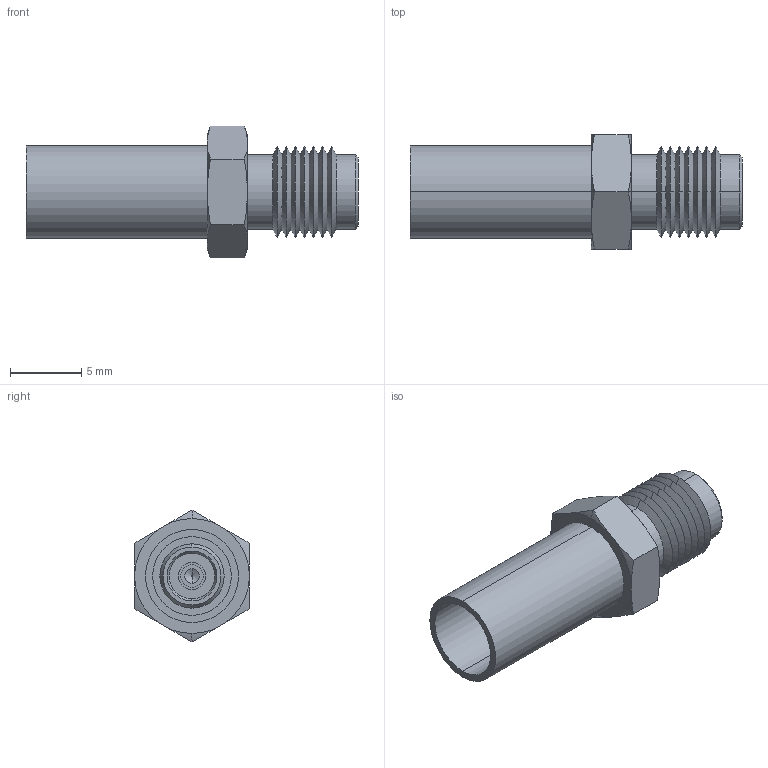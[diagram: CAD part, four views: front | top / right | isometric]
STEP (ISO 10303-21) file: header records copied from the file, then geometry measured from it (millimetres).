
FILE_DESCRIPTION (( 'STEP AP203' ), '1' );
FILE_NAME ('ASF-1708.STEP', '2010-04-16T13:17:48', ( 'x' ), ( 'Microsoft' ), 'SwSTEP 2.0', 'SolidWorks 2010', '' );
FILE_SCHEMA (( 'CONFIG_CONTROL_DESIGN' ));
Length unit declared in the file: inch
Products named in the file (5): ASF-1708; 1AB01-041-MA1; 1AB01-041-MA4; 1AB01-041-MA2; 1AB01-041-MA3
Assembly tree (4 placements, depth 2):
  ASF-1708
    1AB01-041-MA1
    1AB01-041-MA3
    1AB01-041-MA4
    1AB01-041-MA2
Bounding box: 23.24 x 8 x 9.24 mm (x, y, z)
Volume: 467.3 mm3; surface area: 1374 mm2
Topology: 4 solids, 4 shells, 125 faces, 277 edges, 165 vertices
Faces by surface type: cone 52, cylinder 32, plane 25, torus 16
Entity records: 4031 total; most frequent: CARTESIAN_POINT 710, DIRECTION 636, ORIENTED_EDGE 554, EDGE_CURVE 277, AXIS2_PLACEMENT_3D 267, VERTEX_POINT 165, EDGE_LOOP 138, CIRCLE 135
